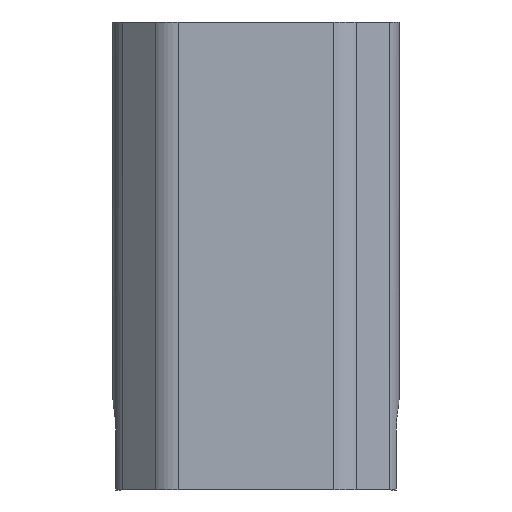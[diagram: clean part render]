
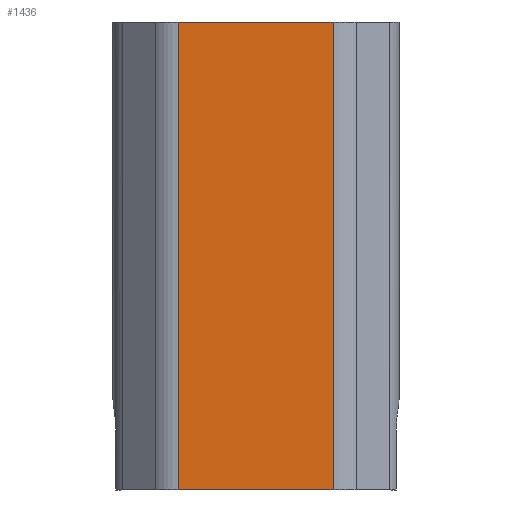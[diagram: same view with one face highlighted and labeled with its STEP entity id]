
A CAD part, top view. The second image highlights one B-rep face of the part: STEP entity #1436.
In plain terms, the highlighted planar face has unit normal (0, 0, 1).
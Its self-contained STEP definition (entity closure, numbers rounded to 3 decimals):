
#128=FACE_OUTER_BOUND('',#200,.T.);
#200=EDGE_LOOP('',(#1281,#1282,#1283,#1284));
#347=LINE('',#2279,#523);
#353=LINE('',#2296,#529);
#364=LINE('',#2327,#540);
#366=LINE('',#2331,#542);
#523=VECTOR('',#1831,10.);
#529=VECTOR('',#1847,10.);
#540=VECTOR('',#1866,10.);
#542=VECTOR('',#1872,10.);
#669=VERTEX_POINT('',#2276);
#670=VERTEX_POINT('',#2278);
#676=VERTEX_POINT('',#2294);
#684=VERTEX_POINT('',#2325);
#857=EDGE_CURVE('',#669,#670,#347,.T.);
#866=EDGE_CURVE('',#676,#669,#353,.T.);
#880=EDGE_CURVE('',#676,#684,#364,.T.);
#882=EDGE_CURVE('',#670,#684,#366,.T.);
#1281=ORIENTED_EDGE('',*,*,#866,.F.);
#1282=ORIENTED_EDGE('',*,*,#880,.T.);
#1283=ORIENTED_EDGE('',*,*,#882,.F.);
#1284=ORIENTED_EDGE('',*,*,#857,.F.);
#1364=PLANE('',#1536);
#1436=ADVANCED_FACE('',(#128),#1364,.T.);
#1536=AXIS2_PLACEMENT_3D('',#2360,#1906,#1907);
#1831=DIRECTION('',(-1.,0.,0.));
#1847=DIRECTION('',(0.,-1.,0.));
#1866=DIRECTION('',(-1.,0.,0.));
#1872=DIRECTION('',(0.,1.,0.));
#1906=DIRECTION('center_axis',(0.,0.,1.));
#1907=DIRECTION('ref_axis',(-1.,0.,0.));
#2276=CARTESIAN_POINT('',(18.321,-60.912,122.425));
#2278=CARTESIAN_POINT('',(-18.333,-60.912,122.425));
#2279=CARTESIAN_POINT('',(20.908,-60.912,122.425));
#2294=CARTESIAN_POINT('',(18.321,49.088,122.425));
#2296=CARTESIAN_POINT('',(18.321,49.088,122.425));
#2325=CARTESIAN_POINT('',(-18.333,49.088,122.425));
#2327=CARTESIAN_POINT('',(20.908,49.088,122.425));
#2331=CARTESIAN_POINT('',(-18.333,49.088,122.425));
#2360=CARTESIAN_POINT('Origin',(21.4,49.088,122.425));
